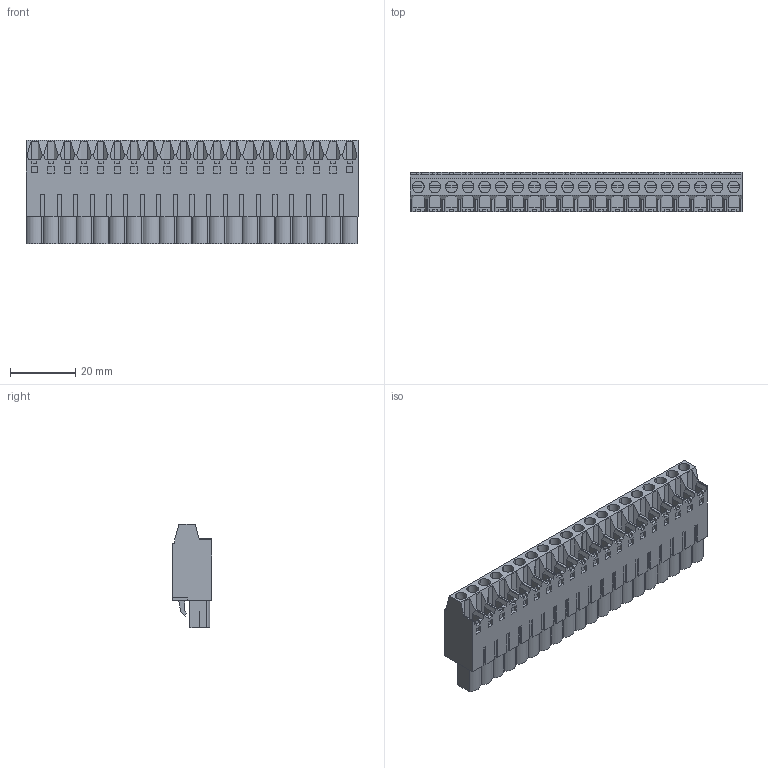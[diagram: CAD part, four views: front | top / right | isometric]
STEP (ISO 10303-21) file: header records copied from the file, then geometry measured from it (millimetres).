
FILE_DESCRIPTION(('CATIA V5 STEP Exchange','CAx-IF Rec.Pracs.--- Model Styling and Organization---1.2---2011-12-15'),'2;1');
FILE_NAME ('D1452503_0_1501310000_1501310000.stp','2017-06-21T12:34:28+00:00',('none'),('Weidmueller'),'CATIA Version 5-6 Release 2014','CATIA V5 STEP AP214','none');
FILE_SCHEMA(('AUTOMOTIVE_DESIGN { 1 0 10303 214 1 1 1 1 }'));
Length unit declared in the file: millimetre
Products named in the file (1): 1501310000
Bounding box: 101.6 x 12.2 x 31.8 mm (x, y, z)
Volume: 25879.8 mm3; surface area: 15534.7 mm2
Topology: 21 solids, 21 shells, 1482 faces, 4157 edges, 2800 vertices
Faces by surface type: plane 1342, cylinder 140
Entity records: 44152 total; most frequent: ORIENTED_EDGE 8314, CARTESIAN_POINT 8151, DIRECTION 5933, EDGE_CURVE 4157, VECTOR 3797, LINE 3797, VERTEX_POINT 2800, EDGE_LOOP 1565
